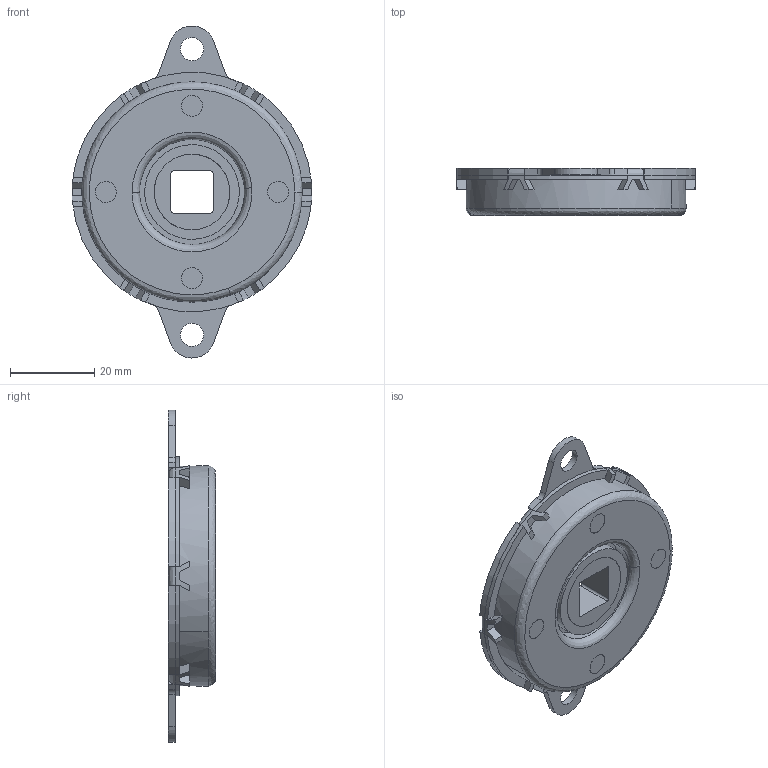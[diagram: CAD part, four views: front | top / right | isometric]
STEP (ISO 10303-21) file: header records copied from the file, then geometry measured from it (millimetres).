
FILE_DESCRIPTION((''),'2;1');
FILE_NAME('','2005-04-20T11:38:39',(''),(''),'','CADfix','');
FILE_SCHEMA(('AUTOMOTIVE_DESIGN'));
Length unit declared in the file: millimetre
Products named in the file (3): inner ring; body; TM_274A_47_LR_508_36
Assembly tree (2 placements, depth 2):
  TM_274A_47_LR_508_36
    inner ring
    body
Bounding box: 56.97 x 11.2 x 79 mm (x, y, z)
Volume: 23225.7 mm3; surface area: 10196.1 mm2
Topology: 2 solids, 2 shells, 187 faces, 570 edges, 400 vertices
Faces by surface type: bspline 187
Entity records: 6559 total; most frequent: CARTESIAN_POINT 3393, ORIENTED_EDGE 1140, EDGE_CURVE 570, VERTEX_POINT 400, QUASI_UNIFORM_CURVE 246, EDGE_LOOP 208, FACE_OUTER_BOUND 187, ADVANCED_FACE 187
